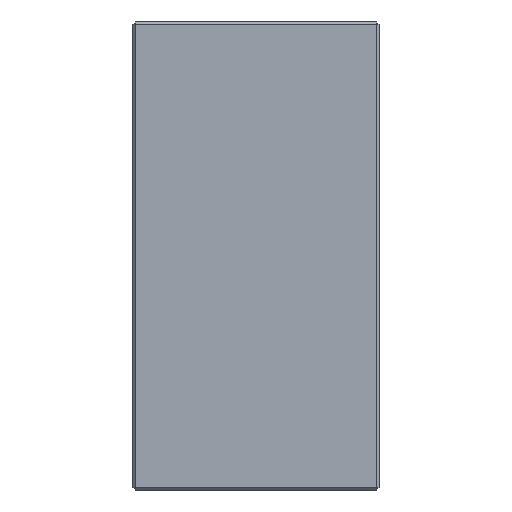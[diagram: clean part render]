
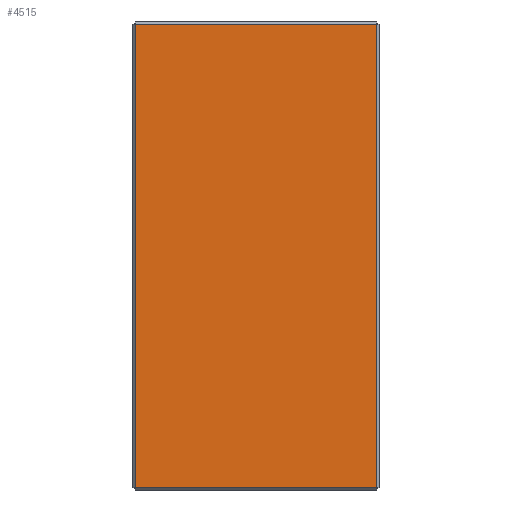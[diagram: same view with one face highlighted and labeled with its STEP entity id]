
A CAD part, left-side view. The second image highlights one B-rep face of the part: STEP entity #4515.
In plain terms, the highlighted planar face has unit normal (-1, 0, 0).
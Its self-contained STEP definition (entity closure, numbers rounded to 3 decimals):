
#792 = PLANE('',#793);
#793 = AXIS2_PLACEMENT_3D('',#794,#795,#796);
#794 = CARTESIAN_POINT('',(-107.25,25.25,48.5));
#795 = DIRECTION('',(-0.707,0.707,0.));
#796 = DIRECTION('',(-0.,-0.,1.));
#2035 = EDGE_CURVE('',#2036,#2038,#2040,.T.);
#2036 = VERTEX_POINT('',#2037);
#2037 = CARTESIAN_POINT('',(-107.5,25.,48.));
#2038 = VERTEX_POINT('',#2039);
#2039 = CARTESIAN_POINT('',(-107.5,25.,-48.));
#2040 = SURFACE_CURVE('',#2041,(#2045,#2052),.PCURVE_S1.);
#2041 = LINE('',#2042,#2043);
#2042 = CARTESIAN_POINT('',(-107.5,25.,48.5));
#2043 = VECTOR('',#2044,1.);
#2044 = DIRECTION('',(0.,0.,-1.));
#2045 = PCURVE('',#792,#2046);
#2046 = DEFINITIONAL_REPRESENTATION('',(#2047),#2051);
#2047 = LINE('',#2048,#2049);
#2048 = CARTESIAN_POINT('',(-0.,-0.354));
#2049 = VECTOR('',#2050,1.);
#2050 = DIRECTION('',(-1.,0.));
#2051 = ( GEOMETRIC_REPRESENTATION_CONTEXT(2) 
PARAMETRIC_REPRESENTATION_CONTEXT() REPRESENTATION_CONTEXT('2D SPACE',''
  ) );
#2052 = PCURVE('',#2053,#2058);
#2053 = PLANE('',#2054);
#2054 = AXIS2_PLACEMENT_3D('',#2055,#2056,#2057);
#2055 = CARTESIAN_POINT('',(-107.5,0.,0.));
#2056 = DIRECTION('',(-1.,-0.,-0.));
#2057 = DIRECTION('',(0.,0.,-1.));
#2058 = DEFINITIONAL_REPRESENTATION('',(#2059),#2063);
#2059 = LINE('',#2060,#2061);
#2060 = CARTESIAN_POINT('',(-48.5,-25.));
#2061 = VECTOR('',#2062,1.);
#2062 = DIRECTION('',(1.,0.));
#2063 = ( GEOMETRIC_REPRESENTATION_CONTEXT(2) 
PARAMETRIC_REPRESENTATION_CONTEXT() REPRESENTATION_CONTEXT('2D SPACE',''
  ) );
#4515 = ADVANCED_FACE('',(#4516),#2053,.T.);
#4516 = FACE_BOUND('',#4517,.T.);
#4517 = EDGE_LOOP('',(#4518,#4519,#4547,#4575));
#4518 = ORIENTED_EDGE('',*,*,#2035,.T.);
#4519 = ORIENTED_EDGE('',*,*,#4520,.T.);
#4520 = EDGE_CURVE('',#2038,#4521,#4523,.T.);
#4521 = VERTEX_POINT('',#4522);
#4522 = CARTESIAN_POINT('',(-107.5,-25.,-48.));
#4523 = SURFACE_CURVE('',#4524,(#4528,#4535),.PCURVE_S1.);
#4524 = LINE('',#4525,#4526);
#4525 = CARTESIAN_POINT('',(-107.5,25.5,-48.));
#4526 = VECTOR('',#4527,1.);
#4527 = DIRECTION('',(0.,-1.,0.));
#4528 = PCURVE('',#2053,#4529);
#4529 = DEFINITIONAL_REPRESENTATION('',(#4530),#4534);
#4530 = LINE('',#4531,#4532);
#4531 = CARTESIAN_POINT('',(48.,-25.5));
#4532 = VECTOR('',#4533,1.);
#4533 = DIRECTION('',(0.,1.));
#4534 = ( GEOMETRIC_REPRESENTATION_CONTEXT(2) 
PARAMETRIC_REPRESENTATION_CONTEXT() REPRESENTATION_CONTEXT('2D SPACE',''
  ) );
#4535 = PCURVE('',#4536,#4541);
#4536 = PLANE('',#4537);
#4537 = AXIS2_PLACEMENT_3D('',#4538,#4539,#4540);
#4538 = CARTESIAN_POINT('',(-107.25,25.5,-48.25));
#4539 = DIRECTION('',(-0.707,0.,-0.707));
#4540 = DIRECTION('',(-0.,1.,-0.));
#4541 = DEFINITIONAL_REPRESENTATION('',(#4542),#4546);
#4542 = LINE('',#4543,#4544);
#4543 = CARTESIAN_POINT('',(-0.,-0.354));
#4544 = VECTOR('',#4545,1.);
#4545 = DIRECTION('',(-1.,0.));
#4546 = ( GEOMETRIC_REPRESENTATION_CONTEXT(2) 
PARAMETRIC_REPRESENTATION_CONTEXT() REPRESENTATION_CONTEXT('2D SPACE',''
  ) );
#4547 = ORIENTED_EDGE('',*,*,#4548,.T.);
#4548 = EDGE_CURVE('',#4521,#4549,#4551,.T.);
#4549 = VERTEX_POINT('',#4550);
#4550 = CARTESIAN_POINT('',(-107.5,-25.,48.));
#4551 = SURFACE_CURVE('',#4552,(#4556,#4563),.PCURVE_S1.);
#4552 = LINE('',#4553,#4554);
#4553 = CARTESIAN_POINT('',(-107.5,-25.,-48.5));
#4554 = VECTOR('',#4555,1.);
#4555 = DIRECTION('',(0.,0.,1.));
#4556 = PCURVE('',#2053,#4557);
#4557 = DEFINITIONAL_REPRESENTATION('',(#4558),#4562);
#4558 = LINE('',#4559,#4560);
#4559 = CARTESIAN_POINT('',(48.5,25.));
#4560 = VECTOR('',#4561,1.);
#4561 = DIRECTION('',(-1.,0.));
#4562 = ( GEOMETRIC_REPRESENTATION_CONTEXT(2) 
PARAMETRIC_REPRESENTATION_CONTEXT() REPRESENTATION_CONTEXT('2D SPACE',''
  ) );
#4563 = PCURVE('',#4564,#4569);
#4564 = PLANE('',#4565);
#4565 = AXIS2_PLACEMENT_3D('',#4566,#4567,#4568);
#4566 = CARTESIAN_POINT('',(-107.25,-25.25,-48.5));
#4567 = DIRECTION('',(-0.707,-0.707,0.));
#4568 = DIRECTION('',(-0.,-0.,-1.));
#4569 = DEFINITIONAL_REPRESENTATION('',(#4570),#4574);
#4570 = LINE('',#4571,#4572);
#4571 = CARTESIAN_POINT('',(-0.,-0.354));
#4572 = VECTOR('',#4573,1.);
#4573 = DIRECTION('',(-1.,0.));
#4574 = ( GEOMETRIC_REPRESENTATION_CONTEXT(2) 
PARAMETRIC_REPRESENTATION_CONTEXT() REPRESENTATION_CONTEXT('2D SPACE',''
  ) );
#4575 = ORIENTED_EDGE('',*,*,#4576,.T.);
#4576 = EDGE_CURVE('',#4549,#2036,#4577,.T.);
#4577 = SURFACE_CURVE('',#4578,(#4582,#4589),.PCURVE_S1.);
#4578 = LINE('',#4579,#4580);
#4579 = CARTESIAN_POINT('',(-107.5,-25.5,48.));
#4580 = VECTOR('',#4581,1.);
#4581 = DIRECTION('',(0.,1.,0.));
#4582 = PCURVE('',#2053,#4583);
#4583 = DEFINITIONAL_REPRESENTATION('',(#4584),#4588);
#4584 = LINE('',#4585,#4586);
#4585 = CARTESIAN_POINT('',(-48.,25.5));
#4586 = VECTOR('',#4587,1.);
#4587 = DIRECTION('',(0.,-1.));
#4588 = ( GEOMETRIC_REPRESENTATION_CONTEXT(2) 
PARAMETRIC_REPRESENTATION_CONTEXT() REPRESENTATION_CONTEXT('2D SPACE',''
  ) );
#4589 = PCURVE('',#4590,#4595);
#4590 = PLANE('',#4591);
#4591 = AXIS2_PLACEMENT_3D('',#4592,#4593,#4594);
#4592 = CARTESIAN_POINT('',(-107.25,-25.5,48.25));
#4593 = DIRECTION('',(-0.707,0.,0.707));
#4594 = DIRECTION('',(-0.,-1.,-0.));
#4595 = DEFINITIONAL_REPRESENTATION('',(#4596),#4600);
#4596 = LINE('',#4597,#4598);
#4597 = CARTESIAN_POINT('',(-0.,-0.354));
#4598 = VECTOR('',#4599,1.);
#4599 = DIRECTION('',(-1.,0.));
#4600 = ( GEOMETRIC_REPRESENTATION_CONTEXT(2) 
PARAMETRIC_REPRESENTATION_CONTEXT() REPRESENTATION_CONTEXT('2D SPACE',''
  ) );
